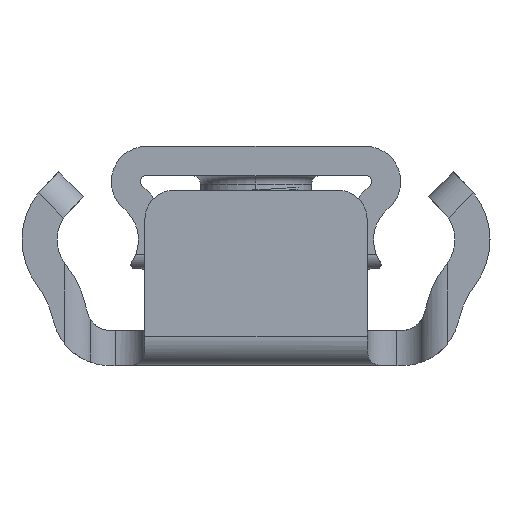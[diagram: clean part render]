
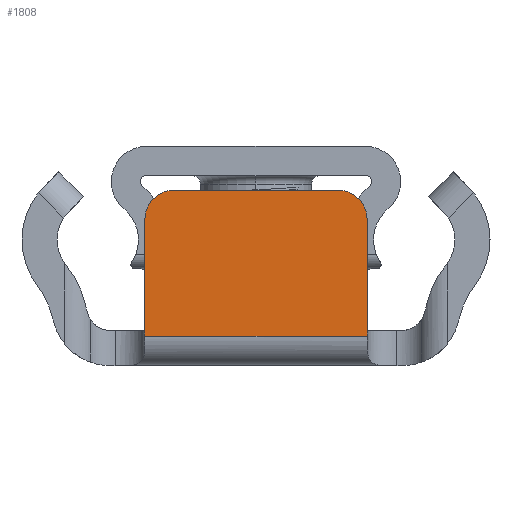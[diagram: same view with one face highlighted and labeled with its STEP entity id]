
A CAD part, left-side view. The second image highlights one B-rep face of the part: STEP entity #1808.
In plain terms, the highlighted planar face has unit normal (-1, 0, 0).
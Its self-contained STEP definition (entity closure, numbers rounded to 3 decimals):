
#199 = LINE ( 'NONE', #569, #1142 ) ;
#207 = DIRECTION ( 'NONE',  ( -1., 0., 0. ) ) ;
#252 = CARTESIAN_POINT ( 'NONE',  ( 0., 3.8, -1.3 ) ) ;
#542 = EDGE_CURVE ( 'NONE', #1410, #3558, #4731, .T. ) ;
#569 = CARTESIAN_POINT ( 'NONE',  ( 0., -2.8, 6. ) ) ;
#633 = EDGE_CURVE ( 'NONE', #4016, #1410, #4217, .T. ) ;
#704 = EDGE_CURVE ( 'NONE', #5344, #5832, #3172, .T. ) ;
#1142 = VECTOR ( 'NONE', #2151, 1000. ) ;
#1194 = CARTESIAN_POINT ( 'NONE',  ( 0., -3.8, -1.3 ) ) ;
#1238 = CARTESIAN_POINT ( 'NONE',  ( 0., -3.8, 1.2 ) ) ;
#1289 = CARTESIAN_POINT ( 'NONE',  ( 0., 3.8, 1.2 ) ) ;
#1410 = VERTEX_POINT ( 'NONE', #5653 ) ;
#1485 = VECTOR ( 'NONE', #2305, 1000. ) ;
#1808 = ADVANCED_FACE ( 'NONE', ( #6067 ), #5580, .F. ) ;
#1999 = CARTESIAN_POINT ( 'NONE',  ( 0., 2.8, 6. ) ) ;
#2099 = CIRCLE ( 'NONE', #2912, 1. ) ;
#2151 = DIRECTION ( 'NONE',  ( 0., 1., 0. ) ) ;
#2164 = DIRECTION ( 'NONE',  ( 0., 0., -1. ) ) ;
#2207 = VERTEX_POINT ( 'NONE', #1999 ) ;
#2305 = DIRECTION ( 'NONE',  ( 0., 0., -1. ) ) ;
#2704 = CARTESIAN_POINT ( 'NONE',  ( 0., 2.8, 5. ) ) ;
#2774 = DIRECTION ( 'NONE',  ( 0., 0., 1. ) ) ;
#2783 = VECTOR ( 'NONE', #5222, 1000. ) ;
#2815 = CARTESIAN_POINT ( 'NONE',  ( 0., -3.8, 1.2 ) ) ;
#2912 = AXIS2_PLACEMENT_3D ( 'NONE', #2704, #5084, #4567 ) ;
#2913 = ORIENTED_EDGE ( 'NONE', *, *, #704, .T. ) ;
#3014 = EDGE_LOOP ( 'NONE', ( #4616, #2913, #3666, #3229, #3463, #3114, #5421, #3763 ) ) ;
#3114 = ORIENTED_EDGE ( 'NONE', *, *, #4856, .T. ) ;
#3172 = LINE ( 'NONE', #5142, #4120 ) ;
#3229 = ORIENTED_EDGE ( 'NONE', *, *, #633, .T. ) ;
#3234 = LINE ( 'NONE', #252, #1485 ) ;
#3268 = DIRECTION ( 'NONE',  ( 0., 0., 1. ) ) ;
#3463 = ORIENTED_EDGE ( 'NONE', *, *, #542, .T. ) ;
#3558 = VERTEX_POINT ( 'NONE', #3886 ) ;
#3621 = AXIS2_PLACEMENT_3D ( 'NONE', #4606, #4460, #2164 ) ;
#3666 = ORIENTED_EDGE ( 'NONE', *, *, #5420, .T. ) ;
#3763 = ORIENTED_EDGE ( 'NONE', *, *, #3987, .T. ) ;
#3835 = EDGE_CURVE ( 'NONE', #4317, #5344, #3234, .T. ) ;
#3850 = VECTOR ( 'NONE', #4306, 1000. ) ;
#3886 = CARTESIAN_POINT ( 'NONE',  ( 0., -2.8, 6. ) ) ;
#3944 = CARTESIAN_POINT ( 'NONE',  ( 0., -3.8, 1. ) ) ;
#3987 = EDGE_CURVE ( 'NONE', #4203, #4317, #5284, .T. ) ;
#4016 = VERTEX_POINT ( 'NONE', #2815 ) ;
#4099 = EDGE_CURVE ( 'NONE', #2207, #4203, #2099, .T. ) ;
#4120 = VECTOR ( 'NONE', #4264, 1000. ) ;
#4203 = VERTEX_POINT ( 'NONE', #6028 ) ;
#4217 = LINE ( 'NONE', #1238, #2783 ) ;
#4264 = DIRECTION ( 'NONE',  ( 0., -1., 0. ) ) ;
#4306 = DIRECTION ( 'NONE',  ( 0., 0., -1. ) ) ;
#4317 = VERTEX_POINT ( 'NONE', #1289 ) ;
#4460 = DIRECTION ( 'NONE',  ( 1., 0., 0. ) ) ;
#4567 = DIRECTION ( 'NONE',  ( 0., 0., 1. ) ) ;
#4606 = CARTESIAN_POINT ( 'NONE',  ( 0., -4.983, 2. ) ) ;
#4616 = ORIENTED_EDGE ( 'NONE', *, *, #3835, .T. ) ;
#4673 = CARTESIAN_POINT ( 'NONE',  ( 0., -2.8, 5. ) ) ;
#4716 = LINE ( 'NONE', #1194, #5477 ) ;
#4731 = CIRCLE ( 'NONE', #5247, 1. ) ;
#4856 = EDGE_CURVE ( 'NONE', #3558, #2207, #199, .T. ) ;
#5084 = DIRECTION ( 'NONE',  ( -1., 0., 0. ) ) ;
#5142 = CARTESIAN_POINT ( 'NONE',  ( 0., -4.983, 1. ) ) ;
#5222 = DIRECTION ( 'NONE',  ( 0., 0., 1. ) ) ;
#5247 = AXIS2_PLACEMENT_3D ( 'NONE', #4673, #207, #2774 ) ;
#5284 = LINE ( 'NONE', #5474, #3850 ) ;
#5344 = VERTEX_POINT ( 'NONE', #5557 ) ;
#5420 = EDGE_CURVE ( 'NONE', #5832, #4016, #4716, .T. ) ;
#5421 = ORIENTED_EDGE ( 'NONE', *, *, #4099, .T. ) ;
#5474 = CARTESIAN_POINT ( 'NONE',  ( 0., 3.8, 1.2 ) ) ;
#5477 = VECTOR ( 'NONE', #3268, 1000. ) ;
#5557 = CARTESIAN_POINT ( 'NONE',  ( 0., 3.8, 1. ) ) ;
#5580 = PLANE ( 'NONE',  #3621 ) ;
#5653 = CARTESIAN_POINT ( 'NONE',  ( 0., -3.8, 5. ) ) ;
#5832 = VERTEX_POINT ( 'NONE', #3944 ) ;
#6028 = CARTESIAN_POINT ( 'NONE',  ( 0., 3.8, 5. ) ) ;
#6067 = FACE_OUTER_BOUND ( 'NONE', #3014, .T. ) ;
